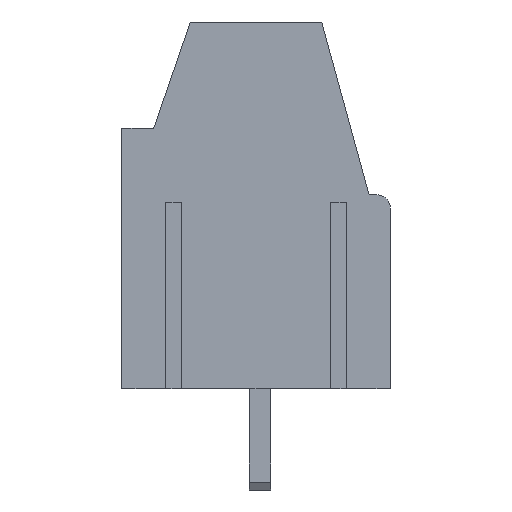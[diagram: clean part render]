
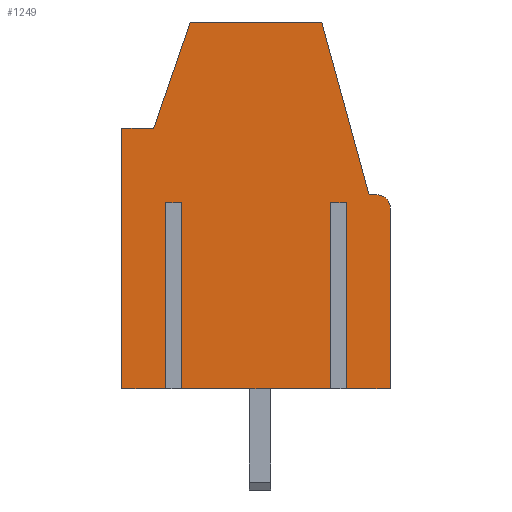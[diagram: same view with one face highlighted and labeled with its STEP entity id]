
A CAD part, left-side view. The second image highlights one B-rep face of the part: STEP entity #1249.
In plain terms, the highlighted planar face has unit normal (-1, 0, 0).
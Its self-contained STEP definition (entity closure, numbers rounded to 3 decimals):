
#396 = VERTEX_POINT('',#397);
#397 = CARTESIAN_POINT('',(-2.53,4.,9.8));
#412 = VERTEX_POINT('',#413);
#413 = CARTESIAN_POINT('',(-2.53,5.2,9.8));
#419 = EDGE_CURVE('',#412,#396,#420,.T.);
#420 = LINE('',#421,#422);
#421 = CARTESIAN_POINT('',(-2.53,5.2,9.8));
#422 = VECTOR('',#423,1.);
#423 = DIRECTION('',(0.,-1.,0.));
#1086 = VERTEX_POINT('',#1087);
#1087 = CARTESIAN_POINT('',(-2.53,-3.25,0.));
#1104 = VERTEX_POINT('',#1105);
#1105 = CARTESIAN_POINT('',(-2.53,-2.65,0.));
#1111 = EDGE_CURVE('',#1104,#1112,#1114,.T.);
#1112 = VERTEX_POINT('',#1113);
#1113 = CARTESIAN_POINT('',(-2.53,2.95,0.));
#1114 = LINE('',#1115,#1116);
#1115 = CARTESIAN_POINT('',(-2.53,-4.9,0.));
#1116 = VECTOR('',#1117,1.);
#1117 = DIRECTION('',(0.,1.,0.));
#1136 = VERTEX_POINT('',#1137);
#1137 = CARTESIAN_POINT('',(-2.53,3.55,0.));
#1143 = EDGE_CURVE('',#1136,#1144,#1146,.T.);
#1144 = VERTEX_POINT('',#1145);
#1145 = CARTESIAN_POINT('',(-2.53,5.2,0.));
#1146 = LINE('',#1147,#1148);
#1147 = CARTESIAN_POINT('',(-2.53,-4.9,0.));
#1148 = VECTOR('',#1149,1.);
#1149 = DIRECTION('',(0.,1.,0.));
#1232 = VERTEX_POINT('',#1233);
#1233 = CARTESIAN_POINT('',(-2.53,-4.9,0.));
#1239 = EDGE_CURVE('',#1232,#1086,#1240,.T.);
#1240 = LINE('',#1241,#1242);
#1241 = CARTESIAN_POINT('',(-2.53,-4.9,0.));
#1242 = VECTOR('',#1243,1.);
#1243 = DIRECTION('',(0.,1.,0.));
#1249 = ADVANCED_FACE('',(#1250),#1353,.F.);
#1250 = FACE_BOUND('',#1251,.T.);
#1251 = EDGE_LOOP('',(#1252,#1260,#1261,#1269,#1278,#1286,#1294,#1302,
    #1308,#1309,#1315,#1316,#1324,#1332,#1338,#1339,#1347));
#1252 = ORIENTED_EDGE('',*,*,#1253,.T.);
#1253 = EDGE_CURVE('',#1254,#1086,#1256,.T.);
#1254 = VERTEX_POINT('',#1255);
#1255 = CARTESIAN_POINT('',(-2.53,-3.25,7.));
#1256 = LINE('',#1257,#1258);
#1257 = CARTESIAN_POINT('',(-2.53,-3.25,7.));
#1258 = VECTOR('',#1259,1.);
#1259 = DIRECTION('',(0.,0.,-1.));
#1260 = ORIENTED_EDGE('',*,*,#1239,.F.);
#1261 = ORIENTED_EDGE('',*,*,#1262,.F.);
#1262 = EDGE_CURVE('',#1263,#1232,#1265,.T.);
#1263 = VERTEX_POINT('',#1264);
#1264 = CARTESIAN_POINT('',(-2.53,-4.9,6.8));
#1265 = LINE('',#1266,#1267);
#1266 = CARTESIAN_POINT('',(-2.53,-4.9,6.8));
#1267 = VECTOR('',#1268,1.);
#1268 = DIRECTION('',(0.,0.,-1.));
#1269 = ORIENTED_EDGE('',*,*,#1270,.F.);
#1270 = EDGE_CURVE('',#1271,#1263,#1273,.T.);
#1271 = VERTEX_POINT('',#1272);
#1272 = CARTESIAN_POINT('',(-2.53,-4.4,7.3));
#1273 = CIRCLE('',#1274,0.5);
#1274 = AXIS2_PLACEMENT_3D('',#1275,#1276,#1277);
#1275 = CARTESIAN_POINT('',(-2.53,-4.4,6.8));
#1276 = DIRECTION('',(1.,-0.,0.));
#1277 = DIRECTION('',(0.,1.,0.));
#1278 = ORIENTED_EDGE('',*,*,#1279,.F.);
#1279 = EDGE_CURVE('',#1280,#1271,#1282,.T.);
#1280 = VERTEX_POINT('',#1281);
#1281 = CARTESIAN_POINT('',(-2.53,-4.1,7.3));
#1282 = LINE('',#1283,#1284);
#1283 = CARTESIAN_POINT('',(-2.53,-4.1,7.3));
#1284 = VECTOR('',#1285,1.);
#1285 = DIRECTION('',(0.,-1.,0.));
#1286 = ORIENTED_EDGE('',*,*,#1287,.F.);
#1287 = EDGE_CURVE('',#1288,#1280,#1290,.T.);
#1288 = VERTEX_POINT('',#1289);
#1289 = CARTESIAN_POINT('',(-2.53,-2.322,13.8));
#1290 = LINE('',#1291,#1292);
#1291 = CARTESIAN_POINT('',(-2.53,-2.322,13.8));
#1292 = VECTOR('',#1293,1.);
#1293 = DIRECTION('',(0.,-0.264,-0.965));
#1294 = ORIENTED_EDGE('',*,*,#1295,.F.);
#1295 = EDGE_CURVE('',#1296,#1288,#1298,.T.);
#1296 = VERTEX_POINT('',#1297);
#1297 = CARTESIAN_POINT('',(-2.53,2.622,13.8));
#1298 = LINE('',#1299,#1300);
#1299 = CARTESIAN_POINT('',(-2.53,2.622,13.8));
#1300 = VECTOR('',#1301,1.);
#1301 = DIRECTION('',(0.,-1.,0.));
#1302 = ORIENTED_EDGE('',*,*,#1303,.F.);
#1303 = EDGE_CURVE('',#396,#1296,#1304,.T.);
#1304 = LINE('',#1305,#1306);
#1305 = CARTESIAN_POINT('',(-2.53,4.,9.8));
#1306 = VECTOR('',#1307,1.);
#1307 = DIRECTION('',(0.,-0.326,0.945));
#1308 = ORIENTED_EDGE('',*,*,#419,.F.);
#1309 = ORIENTED_EDGE('',*,*,#1310,.F.);
#1310 = EDGE_CURVE('',#1144,#412,#1311,.T.);
#1311 = LINE('',#1312,#1313);
#1312 = CARTESIAN_POINT('',(-2.53,5.2,0.));
#1313 = VECTOR('',#1314,1.);
#1314 = DIRECTION('',(0.,0.,1.));
#1315 = ORIENTED_EDGE('',*,*,#1143,.F.);
#1316 = ORIENTED_EDGE('',*,*,#1317,.F.);
#1317 = EDGE_CURVE('',#1318,#1136,#1320,.T.);
#1318 = VERTEX_POINT('',#1319);
#1319 = CARTESIAN_POINT('',(-2.53,3.55,7.));
#1320 = LINE('',#1321,#1322);
#1321 = CARTESIAN_POINT('',(-2.53,3.55,7.));
#1322 = VECTOR('',#1323,1.);
#1323 = DIRECTION('',(0.,0.,-1.));
#1324 = ORIENTED_EDGE('',*,*,#1325,.T.);
#1325 = EDGE_CURVE('',#1318,#1326,#1328,.T.);
#1326 = VERTEX_POINT('',#1327);
#1327 = CARTESIAN_POINT('',(-2.53,2.95,7.));
#1328 = LINE('',#1329,#1330);
#1329 = CARTESIAN_POINT('',(-2.53,3.55,7.));
#1330 = VECTOR('',#1331,1.);
#1331 = DIRECTION('',(0.,-1.,0.));
#1332 = ORIENTED_EDGE('',*,*,#1333,.T.);
#1333 = EDGE_CURVE('',#1326,#1112,#1334,.T.);
#1334 = LINE('',#1335,#1336);
#1335 = CARTESIAN_POINT('',(-2.53,2.95,7.));
#1336 = VECTOR('',#1337,1.);
#1337 = DIRECTION('',(0.,0.,-1.));
#1338 = ORIENTED_EDGE('',*,*,#1111,.F.);
#1339 = ORIENTED_EDGE('',*,*,#1340,.F.);
#1340 = EDGE_CURVE('',#1341,#1104,#1343,.T.);
#1341 = VERTEX_POINT('',#1342);
#1342 = CARTESIAN_POINT('',(-2.53,-2.65,7.));
#1343 = LINE('',#1344,#1345);
#1344 = CARTESIAN_POINT('',(-2.53,-2.65,7.));
#1345 = VECTOR('',#1346,1.);
#1346 = DIRECTION('',(0.,0.,-1.));
#1347 = ORIENTED_EDGE('',*,*,#1348,.T.);
#1348 = EDGE_CURVE('',#1341,#1254,#1349,.T.);
#1349 = LINE('',#1350,#1351);
#1350 = CARTESIAN_POINT('',(-2.53,-2.65,7.));
#1351 = VECTOR('',#1352,1.);
#1352 = DIRECTION('',(0.,-1.,0.));
#1353 = PLANE('',#1354);
#1354 = AXIS2_PLACEMENT_3D('',#1355,#1356,#1357);
#1355 = CARTESIAN_POINT('',(-2.53,-4.4,6.8));
#1356 = DIRECTION('',(1.,0.,0.));
#1357 = DIRECTION('',(0.,1.,0.));
